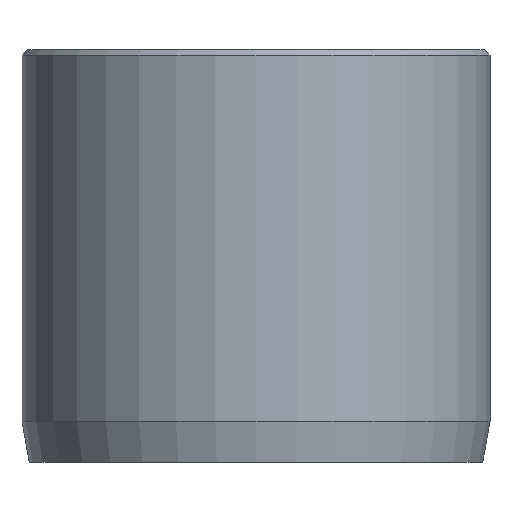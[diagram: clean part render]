
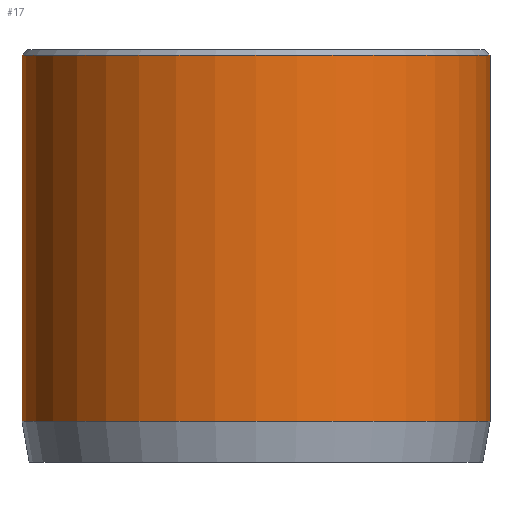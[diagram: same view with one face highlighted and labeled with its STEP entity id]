
A CAD part, front view. The second image highlights one B-rep face of the part: STEP entity #17.
In plain terms, the highlighted cylindrical face has radius 8.5 mm (diameter 17 mm), a partial arc.
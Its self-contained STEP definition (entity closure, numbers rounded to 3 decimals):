
#17 = ADVANCED_FACE ( 'NONE', ( #41 ), #1076, .T. ) ;
#41 = FACE_OUTER_BOUND ( 'NONE', #475, .T. ) ;
#49 = CARTESIAN_POINT ( 'NONE',  ( -8.5, 0., 14.8 ) ) ;
#57 = VECTOR ( 'NONE', #811, 1000. ) ;
#114 = DIRECTION ( 'NONE',  ( 0., 0., -1. ) ) ;
#170 = ORIENTED_EDGE ( 'NONE', *, *, #1181, .T. ) ;
#181 = LINE ( 'NONE', #740, #468 ) ;
#254 = EDGE_CURVE ( 'NONE', #651, #511, #1120, .T. ) ;
#307 = CARTESIAN_POINT ( 'NONE',  ( 8.5, 0., 1.5 ) ) ;
#330 = CIRCLE ( 'NONE', #1218, 8.5 ) ;
#358 = CARTESIAN_POINT ( 'NONE',  ( 0., 0., 14.8 ) ) ;
#376 = AXIS2_PLACEMENT_3D ( 'NONE', #1152, #1138, #1158 ) ;
#402 = DIRECTION ( 'NONE',  ( 1., 0., 0. ) ) ;
#406 = DIRECTION ( 'NONE',  ( 0., 0., 1. ) ) ;
#414 = CARTESIAN_POINT ( 'NONE',  ( 0., 0., 1.5 ) ) ;
#468 = VECTOR ( 'NONE', #114, 1000. ) ;
#475 = EDGE_LOOP ( 'NONE', ( #1198, #170, #686, #812 ) ) ;
#477 = DIRECTION ( 'NONE',  ( 1., 0., 0. ) ) ;
#511 = VERTEX_POINT ( 'NONE', #307 ) ;
#637 = VERTEX_POINT ( 'NONE', #49 ) ;
#651 = VERTEX_POINT ( 'NONE', #1074 ) ;
#686 = ORIENTED_EDGE ( 'NONE', *, *, #964, .T. ) ;
#693 = CARTESIAN_POINT ( 'NONE',  ( 8.5, 0., 14.8 ) ) ;
#740 = CARTESIAN_POINT ( 'NONE',  ( 8.5, 0., 15. ) ) ;
#780 = VERTEX_POINT ( 'NONE', #693 ) ;
#811 = DIRECTION ( 'NONE',  ( 0., 0., -1. ) ) ;
#812 = ORIENTED_EDGE ( 'NONE', *, *, #254, .T. ) ;
#843 = AXIS2_PLACEMENT_3D ( 'NONE', #414, #406, #402 ) ;
#891 = CARTESIAN_POINT ( 'NONE',  ( -8.5, 0., 15. ) ) ;
#964 = EDGE_CURVE ( 'NONE', #637, #651, #1090, .T. ) ;
#1038 = EDGE_CURVE ( 'NONE', #780, #511, #181, .T. ) ;
#1043 = DIRECTION ( 'NONE',  ( 0., 0., -1. ) ) ;
#1074 = CARTESIAN_POINT ( 'NONE',  ( -8.5, 0., 1.5 ) ) ;
#1076 = CYLINDRICAL_SURFACE ( 'NONE', #376, 8.5 ) ;
#1090 = LINE ( 'NONE', #891, #57 ) ;
#1120 = CIRCLE ( 'NONE', #843, 8.5 ) ;
#1138 = DIRECTION ( 'NONE',  ( 0., 0., -1. ) ) ;
#1152 = CARTESIAN_POINT ( 'NONE',  ( 0., 0., 15. ) ) ;
#1158 = DIRECTION ( 'NONE',  ( -1., 0., 0. ) ) ;
#1181 = EDGE_CURVE ( 'NONE', #780, #637, #330, .T. ) ;
#1198 = ORIENTED_EDGE ( 'NONE', *, *, #1038, .F. ) ;
#1218 = AXIS2_PLACEMENT_3D ( 'NONE', #358, #1043, #477 ) ;
